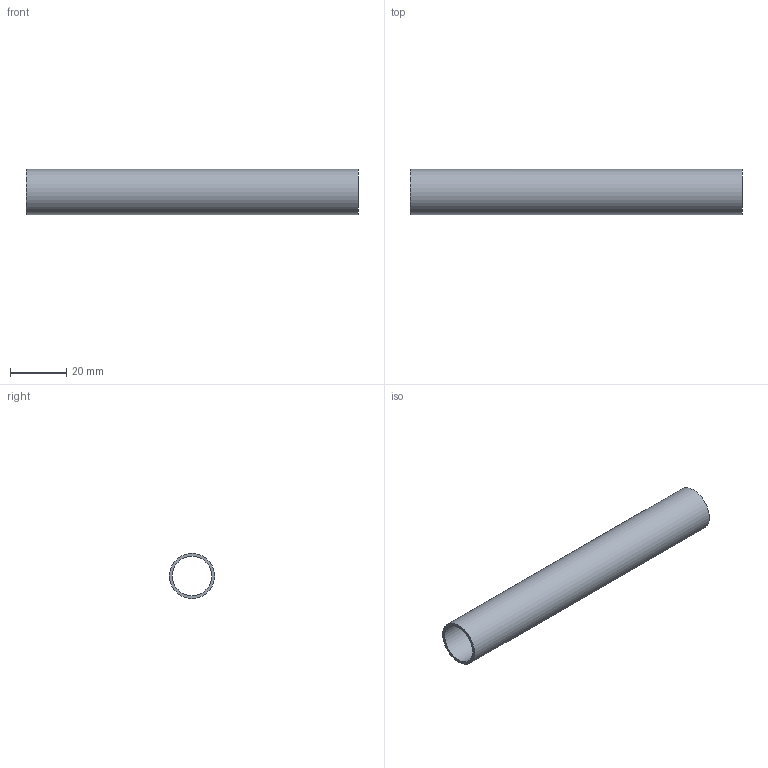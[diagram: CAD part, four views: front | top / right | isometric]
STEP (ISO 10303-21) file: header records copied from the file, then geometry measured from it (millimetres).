
FILE_DESCRIPTION(/* description */ (''),/* implementation_level */ '2;1');
FILE_NAME(/* name */ 'e186c40a-059f-11ec-95f1-0a4d7f7b7031.step',/* time_stamp */ '2021-08-25T12:28:13+00:00',/* author */ (''),/* organization */ (''),/* preprocessor_version */ 'ST-DEVELOPER v18.1',/* originating_system */ 'Autodesk Translation Framework v10.6.0.1341',/* authorisation */ '');
FILE_SCHEMA (('AUTOMOTIVE_DESIGN { 1 0 10303 214 3 1 1 }'));
Length unit declared in the file: centimetre
Products named in the file (1): temp_body
Bounding box: 117.63 x 16 x 16 mm (x, y, z)
Volume: 5543 mm3; surface area: 11180.7 mm2
Topology: 1 solids, 1 shells, 5 faces, 9 edges, 6 vertices
Faces by surface type: plane 2, cylinder 2, cone 1
Full cylindrical faces by diameter (mm): 14 x1, 16 x1
Entity records: 201 total; most frequent: CARTESIAN_POINT 57, DIRECTION 23, ORIENTED_EDGE 16, AXIS2_PLACEMENT_3D 10, EDGE_LOOP 8, EDGE_CURVE 8, VERTEX_POINT 6, FACE_OUTER_BOUND 5
